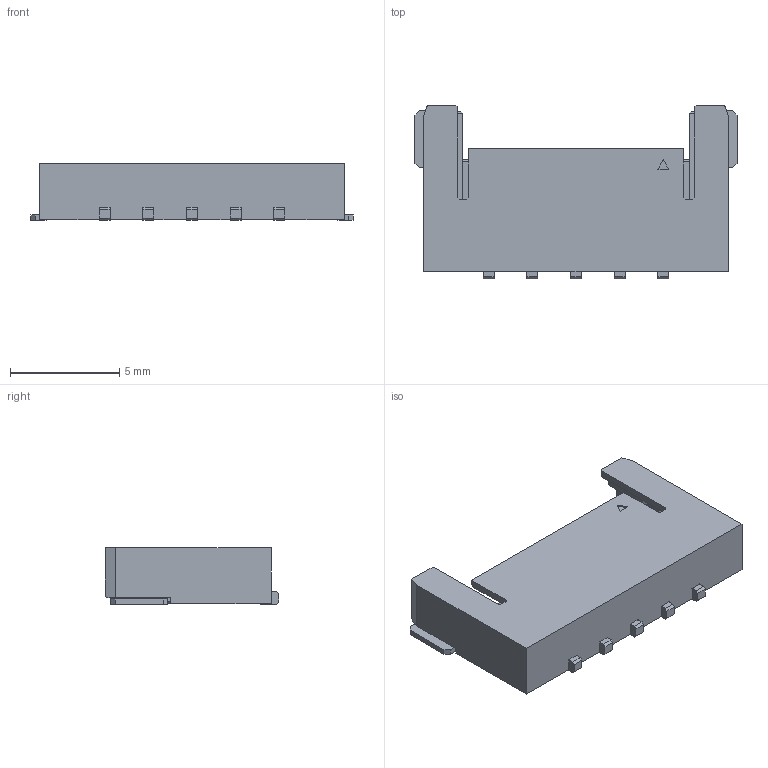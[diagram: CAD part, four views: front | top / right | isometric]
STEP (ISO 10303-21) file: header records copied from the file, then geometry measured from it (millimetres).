
FILE_DESCRIPTION(/* description */ (''),/* implementation_level */ '2;1');
FILE_NAME(/* name */ '205338-0005.step',/* time_stamp */ '2024-10-16T02:32:13-07:00',/* author */ (''),/* organization */ (''),/* preprocessor_version */ 'ST-DEVELOPER v20',/* originating_system */ 'Autodesk Translation Framework v13.20.0.188',/* authorisation */ '');
FILE_SCHEMA (('AUTOMOTIVE_DESIGN { 1 0 10303 214 3 1 1 }'));
Length unit declared in the file: millimetre
Products named in the file (1): (Unsaved)
Bounding box: 14.75 x 7.95 x 2.6 mm (x, y, z)
Volume: 130.1 mm3; surface area: 483.1 mm2
Topology: 13 solids, 13 shells, 287 faces, 750 edges, 486 vertices
Faces by surface type: plane 265, cylinder 22
Entity records: 8662 total; most frequent: CARTESIAN_POINT 1524, ORIENTED_EDGE 1500, DIRECTION 1370, EDGE_CURVE 750, LINE 706, VECTOR 706, VERTEX_POINT 486, AXIS2_PLACEMENT_3D 332
